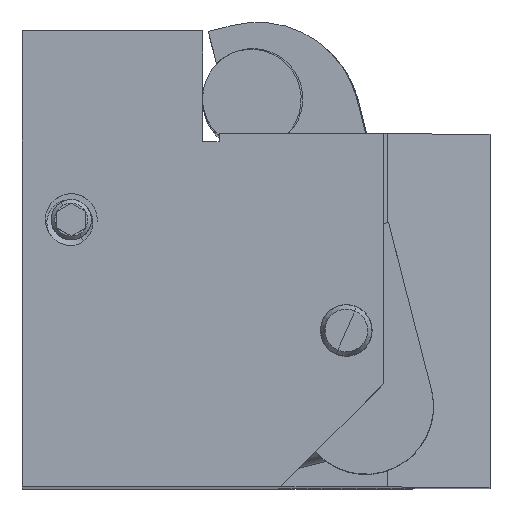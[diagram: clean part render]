
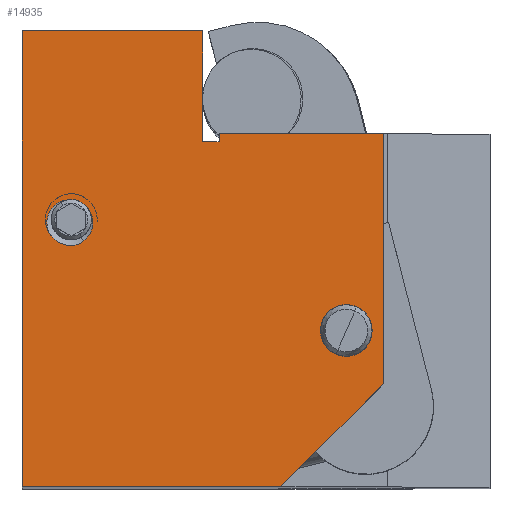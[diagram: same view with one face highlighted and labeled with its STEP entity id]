
A CAD part, top view. The second image highlights one B-rep face of the part: STEP entity #14935.
In plain terms, the highlighted planar face has unit normal (0, 0, 1).
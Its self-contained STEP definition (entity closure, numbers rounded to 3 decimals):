
#8412=DIRECTION('',(-1.,0.,0.));
#8413=VECTOR('',#8412,8.001);
#8414=CARTESIAN_POINT('',(8.001,0.,0.));
#8415=LINE('',#8414,#8413);
#8574=DIRECTION('',(0.,-1.,0.));
#8575=VECTOR('',#8574,3.429);
#8576=CARTESIAN_POINT('',(5.588,14.097,0.));
#8577=LINE('',#8576,#8575);
#8648=DIRECTION('',(0.,-1.,0.));
#8649=VECTOR('',#8648,7.747);
#8650=CARTESIAN_POINT('',(11.176,10.922,0.));
#8651=LINE('',#8650,#8649);
#8652=DIRECTION('',(0.707,0.707,0.));
#8653=VECTOR('',#8652,4.49);
#8654=CARTESIAN_POINT('',(8.001,0.,0.));
#8655=LINE('',#8654,#8653);
#8656=CARTESIAN_POINT('',(10.033,4.826,0.));
#8657=DIRECTION('',(0.,0.,-1.));
#8658=DIRECTION('',(-1.,0.,0.));
#8659=AXIS2_PLACEMENT_3D('',#8656,#8657,#8658);
#8661=CARTESIAN_POINT('',(10.033,4.826,0.));
#8662=DIRECTION('',(0.,0.,-1.));
#8663=DIRECTION('',(1.,0.,0.));
#8664=AXIS2_PLACEMENT_3D('',#8661,#8662,#8663);
#8666=CARTESIAN_POINT('',(2.1,8.498,0.));
#8667=CARTESIAN_POINT('',(2.131,8.447,0.));
#8668=CARTESIAN_POINT('',(2.178,8.339,0.));
#8669=CARTESIAN_POINT('',(2.203,8.152,0.));
#8670=CARTESIAN_POINT('',(2.174,7.959,0.));
#8671=CARTESIAN_POINT('',(2.087,7.774,0.));
#8672=CARTESIAN_POINT('',(1.956,7.625,0.));
#8673=CARTESIAN_POINT('',(1.806,7.522,0.));
#8674=CARTESIAN_POINT('',(1.697,7.479,0.));
#8675=CARTESIAN_POINT('',(1.639,7.463,0.));
#8677=CARTESIAN_POINT('',(1.524,8.255,0.));
#8678=DIRECTION('',(0.,0.,1.));
#8679=DIRECTION('',(0.921,0.39,0.));
#8680=AXIS2_PLACEMENT_3D('',#8677,#8678,#8679);
#8682=CARTESIAN_POINT('',(0.84,7.839,0.));
#8683=CARTESIAN_POINT('',(0.807,7.914,0.));
#8684=CARTESIAN_POINT('',(0.765,8.064,0.));
#8685=CARTESIAN_POINT('',(0.771,8.295,0.));
#8686=CARTESIAN_POINT('',(0.845,8.508,0.));
#8687=CARTESIAN_POINT('',(0.976,8.684,0.));
#8688=CARTESIAN_POINT('',(1.149,8.804,0.));
#8689=CARTESIAN_POINT('',(1.277,8.844,0.));
#8690=CARTESIAN_POINT('',(1.345,8.854,0.));
#8692=CARTESIAN_POINT('',(1.639,7.463,0.));
#8693=CARTESIAN_POINT('',(1.561,7.452,0.));
#8694=CARTESIAN_POINT('',(1.408,7.452,0.));
#8695=CARTESIAN_POINT('',(1.178,7.52,0.));
#8696=CARTESIAN_POINT('',(0.98,7.653,0.));
#8697=CARTESIAN_POINT('',(0.882,7.771,0.));
#8698=CARTESIAN_POINT('',(0.84,7.839,0.));
#8700=DIRECTION('',(0.,1.,0.));
#8701=VECTOR('',#8700,14.097);
#8702=CARTESIAN_POINT('',(0.,0.,0.));
#8703=LINE('',#8702,#8701);
#8728=DIRECTION('',(1.,0.,0.));
#8729=VECTOR('',#8728,5.588);
#8730=CARTESIAN_POINT('',(0.,14.097,0.));
#8731=LINE('',#8730,#8729);
#12310=DIRECTION('',(1.,0.,0.));
#12311=VECTOR('',#12310,0.508);
#12312=CARTESIAN_POINT('',(5.588,10.668,0.));
#12313=LINE('',#12312,#12311);
#12322=DIRECTION('',(0.,1.,0.));
#12323=VECTOR('',#12322,0.254);
#12324=CARTESIAN_POINT('',(6.096,10.668,0.));
#12325=LINE('',#12324,#12323);
#12330=DIRECTION('',(1.,0.,0.));
#12331=VECTOR('',#12330,5.08);
#12332=CARTESIAN_POINT('',(6.096,10.922,0.));
#12333=LINE('',#12332,#12331);
#12462=CARTESIAN_POINT('',(8.001,0.,0.));
#12463=CARTESIAN_POINT('',(11.176,3.175,0.));
#12464=VERTEX_POINT('',#12462);
#12465=VERTEX_POINT('',#12463);
#12474=CARTESIAN_POINT('',(9.233,4.826,0.));
#12475=CARTESIAN_POINT('',(10.833,4.826,0.));
#12476=VERTEX_POINT('',#12474);
#12477=VERTEX_POINT('',#12475);
#12482=CARTESIAN_POINT('',(6.096,10.668,0.));
#12483=CARTESIAN_POINT('',(6.096,10.922,0.));
#12484=VERTEX_POINT('',#12482);
#12485=VERTEX_POINT('',#12483);
#12518=CARTESIAN_POINT('',(11.176,10.922,0.));
#12519=VERTEX_POINT('',#12518);
#12536=CARTESIAN_POINT('',(5.588,10.668,0.));
#12537=VERTEX_POINT('',#12536);
#12556=CARTESIAN_POINT('',(5.588,14.097,0.));
#12558=VERTEX_POINT('',#12556);
#12576=CARTESIAN_POINT('',(0.,0.,0.));
#12577=VERTEX_POINT('',#12576);
#12582=CARTESIAN_POINT('',(0.,14.097,0.));
#12583=VERTEX_POINT('',#12582);
#12650=VERTEX_POINT('',#8666);
#12651=VERTEX_POINT('',#8675);
#12652=VERTEX_POINT('',#8698);
#12653=VERTEX_POINT('',#8690);
#14897=CARTESIAN_POINT('',(0.,0.,0.));
#14898=DIRECTION('',(0.,0.,-1.));
#14899=DIRECTION('',(-1.,0.,0.));
#14900=AXIS2_PLACEMENT_3D('',#14897,#14898,#14899);
#14901=PLANE('',#14900);
#14902=ORIENTED_EDGE('',*,*,#14592,.T.);
#14904=ORIENTED_EDGE('',*,*,#14903,.T.);
#14906=ORIENTED_EDGE('',*,*,#14905,.T.);
#14907=ORIENTED_EDGE('',*,*,#14820,.T.);
#14909=ORIENTED_EDGE('',*,*,#14908,.T.);
#14911=ORIENTED_EDGE('',*,*,#14910,.T.);
#14913=ORIENTED_EDGE('',*,*,#14912,.T.);
#14914=ORIENTED_EDGE('',*,*,#14887,.T.);
#14916=ORIENTED_EDGE('',*,*,#14915,.F.);
#14917=EDGE_LOOP('',(#14902,#14904,#14906,#14907,#14909,#14911,#14913,#14914,
#14916));
#14918=FACE_OUTER_BOUND('',#14917,.F.);
#14920=ORIENTED_EDGE('',*,*,#14919,.F.);
#14922=ORIENTED_EDGE('',*,*,#14921,.F.);
#14923=EDGE_LOOP('',(#14920,#14922));
#14924=FACE_BOUND('',#14923,.F.);
#14926=ORIENTED_EDGE('',*,*,#14925,.F.);
#14928=ORIENTED_EDGE('',*,*,#14927,.T.);
#14930=ORIENTED_EDGE('',*,*,#14929,.F.);
#14932=ORIENTED_EDGE('',*,*,#14931,.F.);
#14933=EDGE_LOOP('',(#14926,#14928,#14930,#14932));
#14934=FACE_BOUND('',#14933,.F.);
#14935=ADVANCED_FACE('',(#14918,#14924,#14934),#14901,.F.);
#8660=CIRCLE('',#8659,0.8);
#8665=CIRCLE('',#8664,0.8);
#8676=B_SPLINE_CURVE_WITH_KNOTS('',3,(#8666,#8667,#8668,#8669,#8670,#8671,#8672,
#8673,#8674,#8675),.UNSPECIFIED.,.F.,.F.,(4,1,1,1,1,1,1,4),(0.,
0.143,0.286,0.429,0.571,
0.714,0.857,1.),.UNSPECIFIED.);
#8681=CIRCLE('',#8680,0.625);
#8691=B_SPLINE_CURVE_WITH_KNOTS('',3,(#8682,#8683,#8684,#8685,#8686,#8687,#8688,
#8689,#8690),.UNSPECIFIED.,.F.,.F.,(4,1,1,1,1,1,4),(0.,0.167,
0.333,0.5,0.667,0.833,1.),
.UNSPECIFIED.);
#8699=B_SPLINE_CURVE_WITH_KNOTS('',3,(#8692,#8693,#8694,#8695,#8696,#8697,
#8698),.UNSPECIFIED.,.F.,.F.,(4,1,1,1,4),(0.,0.25,0.5,0.75,1.),
.UNSPECIFIED.);
#14592=EDGE_CURVE('',#12464,#12577,#8415,.T.);
#14820=EDGE_CURVE('',#12558,#12537,#8577,.T.);
#14887=EDGE_CURVE('',#12519,#12465,#8651,.T.);
#14903=EDGE_CURVE('',#12577,#12583,#8703,.T.);
#14905=EDGE_CURVE('',#12583,#12558,#8731,.T.);
#14908=EDGE_CURVE('',#12537,#12484,#12313,.T.);
#14910=EDGE_CURVE('',#12484,#12485,#12325,.T.);
#14912=EDGE_CURVE('',#12485,#12519,#12333,.T.);
#14915=EDGE_CURVE('',#12464,#12465,#8655,.T.);
#14919=EDGE_CURVE('',#12476,#12477,#8660,.T.);
#14921=EDGE_CURVE('',#12477,#12476,#8665,.T.);
#14925=EDGE_CURVE('',#12650,#12651,#8676,.T.);
#14927=EDGE_CURVE('',#12650,#12653,#8681,.T.);
#14929=EDGE_CURVE('',#12652,#12653,#8691,.T.);
#14931=EDGE_CURVE('',#12651,#12652,#8699,.T.);
